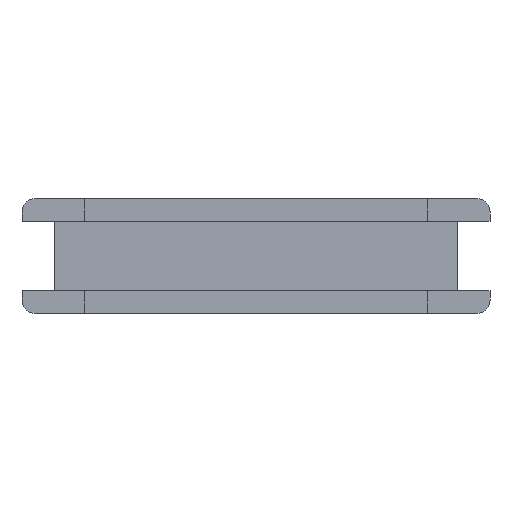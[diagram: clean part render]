
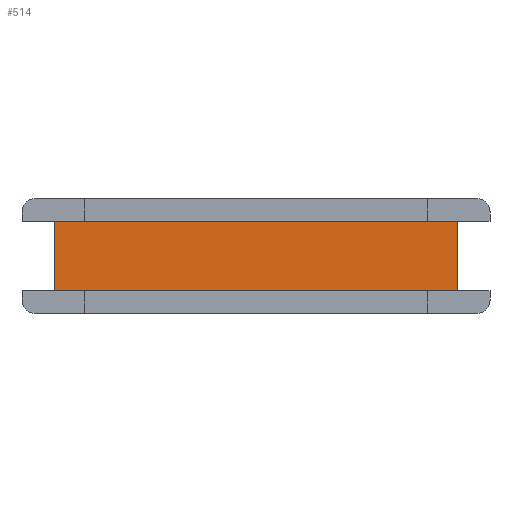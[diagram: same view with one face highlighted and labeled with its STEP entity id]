
A CAD part, front view. The second image highlights one B-rep face of the part: STEP entity #514.
In plain terms, the highlighted planar face has unit normal (0, -1, 0).
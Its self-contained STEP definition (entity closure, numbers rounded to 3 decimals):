
#48=FACE_OUTER_BOUND('',#74,.T.);
#74=EDGE_LOOP('',(#431,#432,#433,#434));
#87=LINE('',#723,#151);
#115=LINE('',#789,#179);
#136=LINE('',#835,#200);
#137=LINE('',#837,#201);
#151=VECTOR('',#583,10.);
#179=VECTOR('',#639,10.);
#200=VECTOR('',#684,10.);
#201=VECTOR('',#687,10.);
#215=VERTEX_POINT('',#721);
#216=VERTEX_POINT('',#722);
#239=VERTEX_POINT('',#787);
#240=VERTEX_POINT('',#788);
#263=EDGE_CURVE('',#215,#216,#87,.T.);
#295=EDGE_CURVE('',#239,#240,#115,.T.);
#320=EDGE_CURVE('',#215,#239,#136,.T.);
#321=EDGE_CURVE('',#216,#240,#137,.T.);
#431=ORIENTED_EDGE('',*,*,#320,.F.);
#432=ORIENTED_EDGE('',*,*,#263,.T.);
#433=ORIENTED_EDGE('',*,*,#321,.T.);
#434=ORIENTED_EDGE('',*,*,#295,.F.);
#488=PLANE('',#562);
#514=ADVANCED_FACE('',(#48),#488,.F.);
#562=AXIS2_PLACEMENT_3D('',#836,#685,#686);
#583=DIRECTION('',(0.,0.,1.));
#639=DIRECTION('',(0.,0.,1.));
#684=DIRECTION('',(-1.,0.,0.));
#685=DIRECTION('center_axis',(0.,1.,0.));
#686=DIRECTION('ref_axis',(0.,0.,1.));
#687=DIRECTION('',(-1.,0.,0.));
#721=CARTESIAN_POINT('',(65.5,8.,-10.5));
#722=CARTESIAN_POINT('',(65.5,8.,-0.1));
#723=CARTESIAN_POINT('',(65.5,8.,-7.95));
#787=CARTESIAN_POINT('',(4.9,8.,-10.5));
#788=CARTESIAN_POINT('',(4.9,8.,-0.1));
#789=CARTESIAN_POINT('',(4.9,8.,-7.95));
#835=CARTESIAN_POINT('',(10.4,8.,-10.5));
#836=CARTESIAN_POINT('Origin',(20.8,8.,-5.3));
#837=CARTESIAN_POINT('',(56.8,8.,-0.1));
